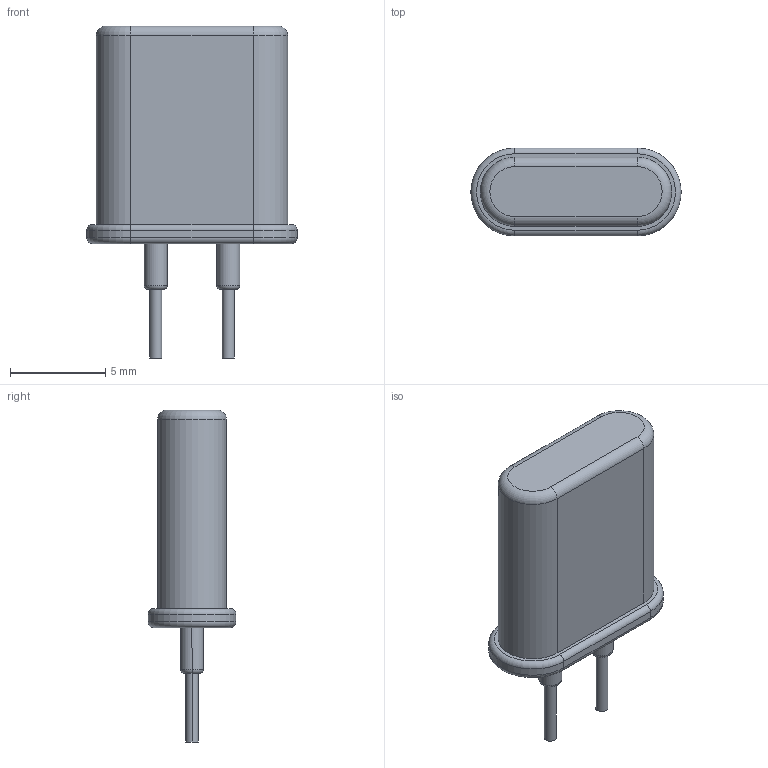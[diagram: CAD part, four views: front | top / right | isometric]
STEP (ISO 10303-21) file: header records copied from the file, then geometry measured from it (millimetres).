
FILE_DESCRIPTION((''),'2;1');
FILE_NAME('RES_VISHAY_VHP202Z.stp','2013-04-09T12:44:23',(''),(''),'Mechanical Desktop 2011','Mechanical Desktop 2011',', , ');
FILE_SCHEMA(('AUTOMOTIVE_DESIGN { 1 2 10303 214 1 1 1 1 }'));
Length unit declared in the file: millimetre
Products named in the file (1): Product
Bounding box: 11.05 x 4.62 x 17.44 mm (x, y, z)
Volume: 402 mm3; surface area: 514 mm2
Topology: 7 solids, 7 shells, 54 faces, 104 edges, 64 vertices
Faces by surface type: cylinder 22, plane 22, torus 10
Entity records: 1428 total; most frequent: DIRECTION 272, CARTESIAN_POINT 223, ORIENTED_EDGE 208, AXIS2_PLACEMENT_3D 113, EDGE_CURVE 104, VERTEX_POINT 64, CIRCLE 58, EDGE_LOOP 56
